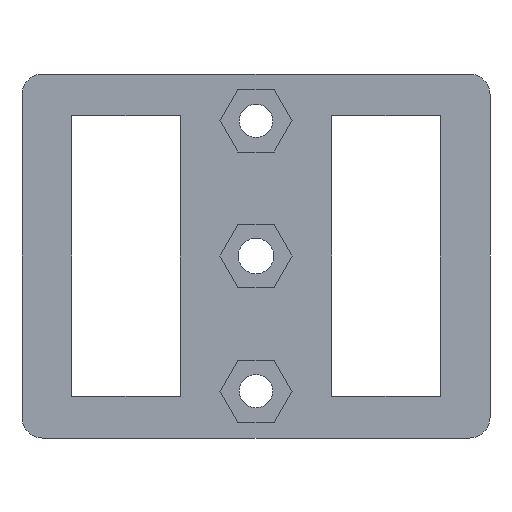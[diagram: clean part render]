
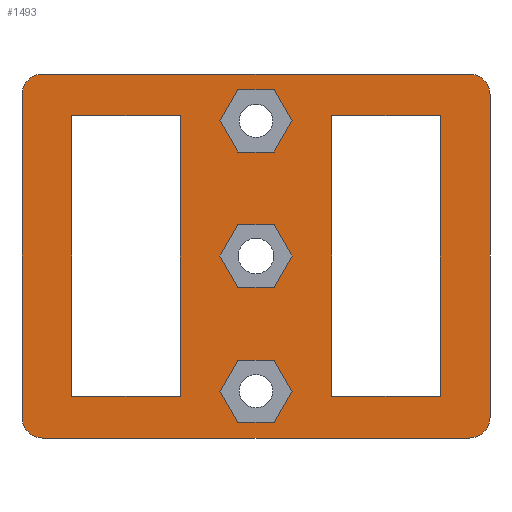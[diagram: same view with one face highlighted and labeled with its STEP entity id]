
A CAD part, front view. The second image highlights one B-rep face of the part: STEP entity #1493.
In plain terms, the highlighted planar face has unit normal (0, -1, 0).
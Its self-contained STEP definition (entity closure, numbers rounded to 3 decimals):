
#22=FACE_BOUND('',#210,.T.);
#23=FACE_BOUND('',#211,.T.);
#24=FACE_BOUND('',#212,.T.);
#25=FACE_BOUND('',#213,.T.);
#26=FACE_BOUND('',#214,.T.);
#54=PLANE('',#1608);
#125=FACE_OUTER_BOUND('',#209,.T.);
#209=EDGE_LOOP('',(#1153,#1154,#1155,#1156,#1157,#1158,#1159,#1160));
#210=EDGE_LOOP('',(#1161,#1162,#1163,#1164,#1165,#1166));
#211=EDGE_LOOP('',(#1167,#1168,#1169,#1170,#1171,#1172));
#212=EDGE_LOOP('',(#1173,#1174,#1175,#1176,#1177,#1178));
#213=EDGE_LOOP('',(#1179,#1180,#1181,#1182));
#214=EDGE_LOOP('',(#1183,#1184,#1185,#1186));
#339=LINE('',#2251,#523);
#342=LINE('',#2257,#526);
#345=LINE('',#2263,#529);
#349=LINE('',#2270,#533);
#351=LINE('',#2279,#535);
#352=LINE('',#2281,#536);
#353=LINE('',#2283,#537);
#354=LINE('',#2285,#538);
#355=LINE('',#2287,#539);
#356=LINE('',#2288,#540);
#357=LINE('',#2291,#541);
#358=LINE('',#2293,#542);
#359=LINE('',#2295,#543);
#360=LINE('',#2297,#544);
#361=LINE('',#2299,#545);
#362=LINE('',#2300,#546);
#363=LINE('',#2303,#547);
#364=LINE('',#2305,#548);
#365=LINE('',#2307,#549);
#366=LINE('',#2309,#550);
#367=LINE('',#2311,#551);
#368=LINE('',#2312,#552);
#369=LINE('',#2315,#553);
#370=LINE('',#2317,#554);
#371=LINE('',#2319,#555);
#372=LINE('',#2320,#556);
#373=LINE('',#2323,#557);
#374=LINE('',#2325,#558);
#375=LINE('',#2327,#559);
#376=LINE('',#2328,#560);
#523=VECTOR('',#1822,31.);
#526=VECTOR('',#1827,41.);
#529=VECTOR('',#1832,31.);
#533=VECTOR('',#1838,41.);
#535=VECTOR('',#1850,3.464);
#536=VECTOR('',#1851,3.464);
#537=VECTOR('',#1852,3.464);
#538=VECTOR('',#1853,3.464);
#539=VECTOR('',#1854,3.464);
#540=VECTOR('',#1855,3.464);
#541=VECTOR('',#1856,3.464);
#542=VECTOR('',#1857,3.464);
#543=VECTOR('',#1858,3.464);
#544=VECTOR('',#1859,3.464);
#545=VECTOR('',#1860,3.464);
#546=VECTOR('',#1861,3.464);
#547=VECTOR('',#1862,3.464);
#548=VECTOR('',#1863,3.464);
#549=VECTOR('',#1864,3.464);
#550=VECTOR('',#1865,3.464);
#551=VECTOR('',#1866,3.464);
#552=VECTOR('',#1867,3.464);
#553=VECTOR('',#1868,27.);
#554=VECTOR('',#1869,10.4);
#555=VECTOR('',#1870,27.);
#556=VECTOR('',#1871,10.4);
#557=VECTOR('',#1872,27.);
#558=VECTOR('',#1873,10.4);
#559=VECTOR('',#1874,27.);
#560=VECTOR('',#1875,10.4);
#665=CIRCLE('',#1609,2.);
#666=CIRCLE('',#1610,2.);
#667=CIRCLE('',#1611,2.);
#668=CIRCLE('',#1612,2.);
#737=VERTEX_POINT('',#2248);
#738=VERTEX_POINT('',#2250);
#739=VERTEX_POINT('',#2255);
#740=VERTEX_POINT('',#2256);
#741=VERTEX_POINT('',#2261);
#742=VERTEX_POINT('',#2262);
#743=VERTEX_POINT('',#2267);
#744=VERTEX_POINT('',#2269);
#745=VERTEX_POINT('',#2277);
#746=VERTEX_POINT('',#2278);
#747=VERTEX_POINT('',#2280);
#748=VERTEX_POINT('',#2282);
#749=VERTEX_POINT('',#2284);
#750=VERTEX_POINT('',#2286);
#751=VERTEX_POINT('',#2289);
#752=VERTEX_POINT('',#2290);
#753=VERTEX_POINT('',#2292);
#754=VERTEX_POINT('',#2294);
#755=VERTEX_POINT('',#2296);
#756=VERTEX_POINT('',#2298);
#757=VERTEX_POINT('',#2301);
#758=VERTEX_POINT('',#2302);
#759=VERTEX_POINT('',#2304);
#760=VERTEX_POINT('',#2306);
#761=VERTEX_POINT('',#2308);
#762=VERTEX_POINT('',#2310);
#763=VERTEX_POINT('',#2313);
#764=VERTEX_POINT('',#2314);
#765=VERTEX_POINT('',#2316);
#766=VERTEX_POINT('',#2318);
#767=VERTEX_POINT('',#2321);
#768=VERTEX_POINT('',#2322);
#769=VERTEX_POINT('',#2324);
#770=VERTEX_POINT('',#2326);
#897=EDGE_CURVE('',#737,#738,#339,.T.);
#900=EDGE_CURVE('',#739,#740,#342,.T.);
#903=EDGE_CURVE('',#741,#742,#345,.T.);
#907=EDGE_CURVE('',#743,#744,#349,.T.);
#909=EDGE_CURVE('',#743,#742,#665,.T.);
#910=EDGE_CURVE('',#741,#740,#666,.T.);
#911=EDGE_CURVE('',#739,#738,#667,.T.);
#912=EDGE_CURVE('',#737,#744,#668,.T.);
#913=EDGE_CURVE('',#745,#746,#351,.T.);
#914=EDGE_CURVE('',#747,#745,#352,.T.);
#915=EDGE_CURVE('',#748,#747,#353,.T.);
#916=EDGE_CURVE('',#749,#748,#354,.T.);
#917=EDGE_CURVE('',#750,#749,#355,.T.);
#918=EDGE_CURVE('',#746,#750,#356,.T.);
#919=EDGE_CURVE('',#751,#752,#357,.T.);
#920=EDGE_CURVE('',#753,#751,#358,.T.);
#921=EDGE_CURVE('',#754,#753,#359,.T.);
#922=EDGE_CURVE('',#755,#754,#360,.T.);
#923=EDGE_CURVE('',#756,#755,#361,.T.);
#924=EDGE_CURVE('',#752,#756,#362,.T.);
#925=EDGE_CURVE('',#757,#758,#363,.T.);
#926=EDGE_CURVE('',#759,#757,#364,.T.);
#927=EDGE_CURVE('',#760,#759,#365,.T.);
#928=EDGE_CURVE('',#761,#760,#366,.T.);
#929=EDGE_CURVE('',#762,#761,#367,.T.);
#930=EDGE_CURVE('',#758,#762,#368,.T.);
#931=EDGE_CURVE('',#763,#764,#369,.T.);
#932=EDGE_CURVE('',#765,#763,#370,.T.);
#933=EDGE_CURVE('',#766,#765,#371,.T.);
#934=EDGE_CURVE('',#764,#766,#372,.T.);
#935=EDGE_CURVE('',#767,#768,#373,.T.);
#936=EDGE_CURVE('',#769,#767,#374,.T.);
#937=EDGE_CURVE('',#770,#769,#375,.T.);
#938=EDGE_CURVE('',#768,#770,#376,.T.);
#1153=ORIENTED_EDGE('',*,*,#907,.F.);
#1154=ORIENTED_EDGE('',*,*,#909,.T.);
#1155=ORIENTED_EDGE('',*,*,#903,.F.);
#1156=ORIENTED_EDGE('',*,*,#910,.T.);
#1157=ORIENTED_EDGE('',*,*,#900,.F.);
#1158=ORIENTED_EDGE('',*,*,#911,.T.);
#1159=ORIENTED_EDGE('',*,*,#897,.F.);
#1160=ORIENTED_EDGE('',*,*,#912,.T.);
#1161=ORIENTED_EDGE('',*,*,#913,.F.);
#1162=ORIENTED_EDGE('',*,*,#914,.F.);
#1163=ORIENTED_EDGE('',*,*,#915,.F.);
#1164=ORIENTED_EDGE('',*,*,#916,.F.);
#1165=ORIENTED_EDGE('',*,*,#917,.F.);
#1166=ORIENTED_EDGE('',*,*,#918,.F.);
#1167=ORIENTED_EDGE('',*,*,#919,.F.);
#1168=ORIENTED_EDGE('',*,*,#920,.F.);
#1169=ORIENTED_EDGE('',*,*,#921,.F.);
#1170=ORIENTED_EDGE('',*,*,#922,.F.);
#1171=ORIENTED_EDGE('',*,*,#923,.F.);
#1172=ORIENTED_EDGE('',*,*,#924,.F.);
#1173=ORIENTED_EDGE('',*,*,#925,.F.);
#1174=ORIENTED_EDGE('',*,*,#926,.F.);
#1175=ORIENTED_EDGE('',*,*,#927,.F.);
#1176=ORIENTED_EDGE('',*,*,#928,.F.);
#1177=ORIENTED_EDGE('',*,*,#929,.F.);
#1178=ORIENTED_EDGE('',*,*,#930,.F.);
#1179=ORIENTED_EDGE('',*,*,#931,.F.);
#1180=ORIENTED_EDGE('',*,*,#932,.F.);
#1181=ORIENTED_EDGE('',*,*,#933,.F.);
#1182=ORIENTED_EDGE('',*,*,#934,.F.);
#1183=ORIENTED_EDGE('',*,*,#935,.F.);
#1184=ORIENTED_EDGE('',*,*,#936,.F.);
#1185=ORIENTED_EDGE('',*,*,#937,.F.);
#1186=ORIENTED_EDGE('',*,*,#938,.F.);
#1493=ADVANCED_FACE('',(#125,#22,#23,#24,#25,#26),#54,.T.);
#1608=AXIS2_PLACEMENT_3D('',#2272,#1840,#1841);
#1609=AXIS2_PLACEMENT_3D('',#2273,#1842,#1843);
#1610=AXIS2_PLACEMENT_3D('',#2274,#1844,#1845);
#1611=AXIS2_PLACEMENT_3D('',#2275,#1846,#1847);
#1612=AXIS2_PLACEMENT_3D('',#2276,#1848,#1849);
#1822=DIRECTION('',(0.,0.,1.));
#1827=DIRECTION('',(1.,0.,0.));
#1832=DIRECTION('',(0.,0.,-1.));
#1838=DIRECTION('',(-1.,0.,0.));
#1840=DIRECTION('center_axis',(0.,-1.,0.));
#1841=DIRECTION('ref_axis',(0.,0.,-1.));
#1842=DIRECTION('center_axis',(0.,-1.,0.));
#1843=DIRECTION('ref_axis',(0.,0.,-1.));
#1844=DIRECTION('center_axis',(0.,-1.,0.));
#1845=DIRECTION('ref_axis',(0.,0.,-1.));
#1846=DIRECTION('center_axis',(0.,-1.,0.));
#1847=DIRECTION('ref_axis',(0.,0.,-1.));
#1848=DIRECTION('center_axis',(0.,-1.,0.));
#1849=DIRECTION('ref_axis',(0.,0.,-1.));
#1850=DIRECTION('',(0.5,0.,0.866));
#1851=DIRECTION('',(1.,0.,0.));
#1852=DIRECTION('',(0.5,0.,-0.866));
#1853=DIRECTION('',(-0.5,0.,-0.866));
#1854=DIRECTION('',(-1.,0.,0.));
#1855=DIRECTION('',(-0.5,0.,0.866));
#1856=DIRECTION('',(-1.,0.,0.));
#1857=DIRECTION('',(-0.5,0.,0.866));
#1858=DIRECTION('',(0.5,0.,0.866));
#1859=DIRECTION('',(1.,0.,0.));
#1860=DIRECTION('',(0.5,0.,-0.866));
#1861=DIRECTION('',(-0.5,0.,-0.866));
#1862=DIRECTION('',(-0.5,0.,-0.866));
#1863=DIRECTION('',(-1.,0.,0.));
#1864=DIRECTION('',(-0.5,0.,0.866));
#1865=DIRECTION('',(0.5,0.,0.866));
#1866=DIRECTION('',(1.,0.,0.));
#1867=DIRECTION('',(0.5,0.,-0.866));
#1868=DIRECTION('',(0.,0.,-1.));
#1869=DIRECTION('',(-1.,0.,0.));
#1870=DIRECTION('',(0.,0.,1.));
#1871=DIRECTION('',(1.,0.,0.));
#1872=DIRECTION('',(0.,0.,1.));
#1873=DIRECTION('',(1.,0.,0.));
#1874=DIRECTION('',(0.,0.,-1.));
#1875=DIRECTION('',(-1.,0.,0.));
#2248=CARTESIAN_POINT('',(0.,0.,-33.));
#2250=CARTESIAN_POINT('',(0.,0.,-2.));
#2251=CARTESIAN_POINT('',(0.,0.,-33.));
#2255=CARTESIAN_POINT('',(2.,0.,0.));
#2256=CARTESIAN_POINT('',(43.,0.,0.));
#2257=CARTESIAN_POINT('',(2.,0.,0.));
#2261=CARTESIAN_POINT('',(45.,0.,-2.));
#2262=CARTESIAN_POINT('',(45.,0.,-33.));
#2263=CARTESIAN_POINT('',(45.,0.,-2.));
#2267=CARTESIAN_POINT('',(43.,0.,-35.));
#2269=CARTESIAN_POINT('',(2.,0.,-35.));
#2270=CARTESIAN_POINT('',(43.,0.,-35.));
#2272=CARTESIAN_POINT('Origin',(0.,0.,0.));
#2273=CARTESIAN_POINT('Origin',(43.,0.,-33.));
#2274=CARTESIAN_POINT('Origin',(43.,0.,-2.));
#2275=CARTESIAN_POINT('Origin',(2.,0.,-2.));
#2276=CARTESIAN_POINT('Origin',(2.,0.,-33.));
#2277=CARTESIAN_POINT('',(24.232,0.,-7.5));
#2278=CARTESIAN_POINT('',(25.964,0.,-4.5));
#2279=CARTESIAN_POINT('',(24.232,0.,-7.5));
#2280=CARTESIAN_POINT('',(20.768,0.,-7.5));
#2281=CARTESIAN_POINT('',(20.768,0.,-7.5));
#2282=CARTESIAN_POINT('',(19.036,0.,-4.5));
#2283=CARTESIAN_POINT('',(19.036,0.,-4.5));
#2284=CARTESIAN_POINT('',(20.768,0.,-1.5));
#2285=CARTESIAN_POINT('',(20.768,0.,-1.5));
#2286=CARTESIAN_POINT('',(24.232,0.,-1.5));
#2287=CARTESIAN_POINT('',(24.232,0.,-1.5));
#2288=CARTESIAN_POINT('',(25.964,0.,-4.5));
#2289=CARTESIAN_POINT('',(24.232,0.,-27.5));
#2290=CARTESIAN_POINT('',(20.768,0.,-27.5));
#2291=CARTESIAN_POINT('',(24.232,0.,-27.5));
#2292=CARTESIAN_POINT('',(25.964,0.,-30.5));
#2293=CARTESIAN_POINT('',(25.964,0.,-30.5));
#2294=CARTESIAN_POINT('',(24.232,0.,-33.5));
#2295=CARTESIAN_POINT('',(24.232,0.,-33.5));
#2296=CARTESIAN_POINT('',(20.768,0.,-33.5));
#2297=CARTESIAN_POINT('',(20.768,0.,-33.5));
#2298=CARTESIAN_POINT('',(19.036,0.,-30.5));
#2299=CARTESIAN_POINT('',(19.036,0.,-30.5));
#2300=CARTESIAN_POINT('',(20.768,0.,-27.5));
#2301=CARTESIAN_POINT('',(20.768,0.,-14.5));
#2302=CARTESIAN_POINT('',(19.036,0.,-17.5));
#2303=CARTESIAN_POINT('',(20.768,0.,-14.5));
#2304=CARTESIAN_POINT('',(24.232,0.,-14.5));
#2305=CARTESIAN_POINT('',(24.232,0.,-14.5));
#2306=CARTESIAN_POINT('',(25.964,0.,-17.5));
#2307=CARTESIAN_POINT('',(25.964,0.,-17.5));
#2308=CARTESIAN_POINT('',(24.232,0.,-20.5));
#2309=CARTESIAN_POINT('',(24.232,0.,-20.5));
#2310=CARTESIAN_POINT('',(20.768,0.,-20.5));
#2311=CARTESIAN_POINT('',(20.768,0.,-20.5));
#2312=CARTESIAN_POINT('',(19.036,0.,-17.5));
#2313=CARTESIAN_POINT('',(4.8,0.,-4.));
#2314=CARTESIAN_POINT('',(4.8,0.,-31.));
#2315=CARTESIAN_POINT('',(4.8,0.,-4.));
#2316=CARTESIAN_POINT('',(15.2,0.,-4.));
#2317=CARTESIAN_POINT('',(15.2,0.,-4.));
#2318=CARTESIAN_POINT('',(15.2,0.,-31.));
#2319=CARTESIAN_POINT('',(15.2,0.,-31.));
#2320=CARTESIAN_POINT('',(4.8,0.,-31.));
#2321=CARTESIAN_POINT('',(40.2,0.,-31.));
#2322=CARTESIAN_POINT('',(40.2,0.,-4.));
#2323=CARTESIAN_POINT('',(40.2,0.,-31.));
#2324=CARTESIAN_POINT('',(29.8,0.,-31.));
#2325=CARTESIAN_POINT('',(29.8,0.,-31.));
#2326=CARTESIAN_POINT('',(29.8,0.,-4.));
#2327=CARTESIAN_POINT('',(29.8,0.,-4.));
#2328=CARTESIAN_POINT('',(40.2,0.,-4.));
